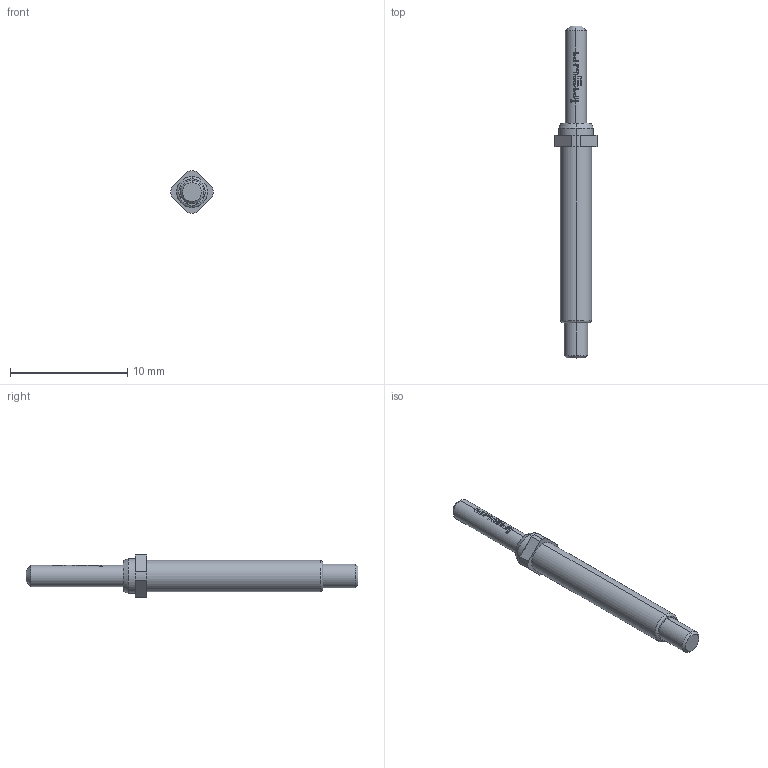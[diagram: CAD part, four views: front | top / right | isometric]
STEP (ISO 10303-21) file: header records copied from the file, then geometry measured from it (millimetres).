
FILE_DESCRIPTION (( 'STEP AP203' ), '1' );
FILE_NAME ('INGUN_GKS-113_312_180_A_xx02_M.STEP', '2022-01-24T07:59:21', ( 'ochi' ), ( '' ), 'SwSTEP 2.0', 'SolidWorks 2018', '' );
FILE_SCHEMA (( 'CONFIG_CONTROL_DESIGN' ));
Length unit declared in the file: millimetre
Products named in the file (1): INGUN_GKS-113_312_180_A_xx02_M
Bounding box: 3.59 x 28.3 x 3.6 mm (x, y, z)
Volume: 127.9 mm3; surface area: 223.6 mm2
Topology: 1 solids, 1 shells, 112 faces, 307 edges, 202 vertices
Faces by surface type: plane 50, cylinder 32, bspline 22, cone 6, torus 2
Entity records: 4606 total; most frequent: CARTESIAN_POINT 2158, ORIENTED_EDGE 614, EDGE_CURVE 307, DIRECTION 303, B_SPLINE_CURVE_WITH_KNOTS 222, VERTEX_POINT 202, AXIS2_PLACEMENT_3D 127, EDGE_LOOP 117
